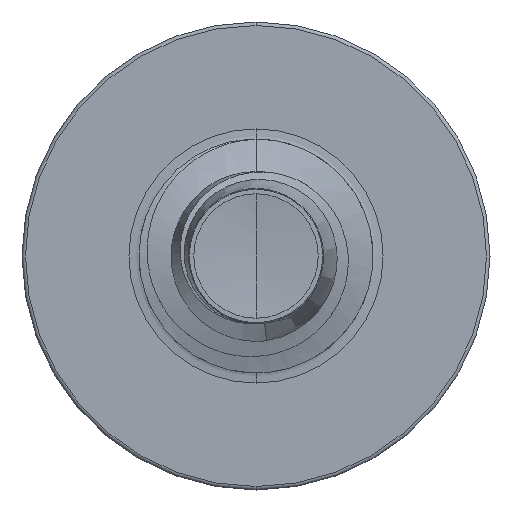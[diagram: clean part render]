
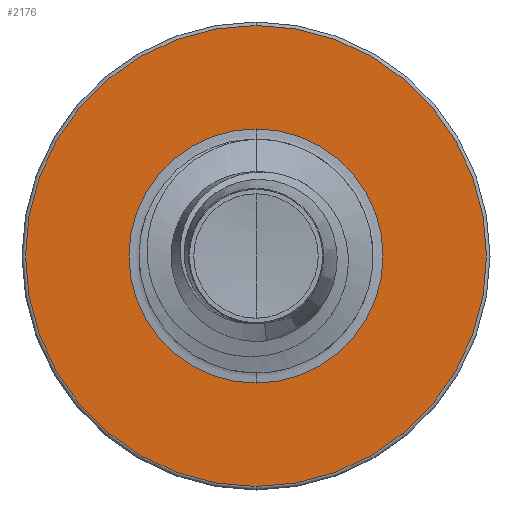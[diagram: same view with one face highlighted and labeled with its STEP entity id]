
A CAD part, front view. The second image highlights one B-rep face of the part: STEP entity #2176.
In plain terms, the highlighted planar face has unit normal (0, -1, 0).
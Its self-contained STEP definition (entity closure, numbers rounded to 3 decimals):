
#57 = CIRCLE ( 'NONE', #3650, 1.086 ) ;
#158 = CARTESIAN_POINT ( 'NONE',  ( 0., 2., 1.086 ) ) ;
#381 = AXIS2_PLACEMENT_3D ( 'NONE', #6925, #6918, #8163 ) ;
#1090 = DIRECTION ( 'NONE',  ( 0., 0., 1. ) ) ;
#1091 = DIRECTION ( 'NONE',  ( 0., 1., 0. ) ) ;
#1107 = CARTESIAN_POINT ( 'NONE',  ( 0., 2., 0. ) ) ;
#1694 = ORIENTED_EDGE ( 'NONE', *, *, #3237, .F. ) ;
#2012 = CARTESIAN_POINT ( 'NONE',  ( 0., 2., -1.086 ) ) ;
#2176 = ADVANCED_FACE ( 'NONE', ( #8587, #6935 ), #2641, .F. ) ;
#2332 = CIRCLE ( 'NONE', #5535, 1.97 ) ;
#2560 = DIRECTION ( 'NONE',  ( 0., 0., 1. ) ) ;
#2574 = DIRECTION ( 'NONE',  ( 0., 1., 0. ) ) ;
#2609 = CARTESIAN_POINT ( 'NONE',  ( 0., 2., -1.086 ) ) ;
#2641 = PLANE ( 'NONE',  #9422 ) ;
#2731 = EDGE_CURVE ( 'NONE', #5095, #5499, #3407, .T. ) ;
#2915 = DIRECTION ( 'NONE',  ( 0., 0., 1. ) ) ;
#2943 = DIRECTION ( 'NONE',  ( 0., 1., 0. ) ) ;
#3018 = CARTESIAN_POINT ( 'NONE',  ( 0., 2., 0. ) ) ;
#3237 = EDGE_CURVE ( 'NONE', #7323, #4750, #7840, .T. ) ;
#3407 = CIRCLE ( 'NONE', #8415, 1.086 ) ;
#3650 = AXIS2_PLACEMENT_3D ( 'NONE', #3018, #2943, #2915 ) ;
#3669 = CARTESIAN_POINT ( 'NONE',  ( 0., 2., 1.97 ) ) ;
#3875 = ORIENTED_EDGE ( 'NONE', *, *, #6040, .T. ) ;
#4101 = EDGE_LOOP ( 'NONE', ( #3875, #7719 ) ) ;
#4633 = CARTESIAN_POINT ( 'NONE',  ( 0., 2., -1.97 ) ) ;
#4750 = VERTEX_POINT ( 'NONE', #3669 ) ;
#5095 = VERTEX_POINT ( 'NONE', #2012 ) ;
#5499 = VERTEX_POINT ( 'NONE', #158 ) ;
#5535 = AXIS2_PLACEMENT_3D ( 'NONE', #9528, #9521, #9520 ) ;
#6040 = EDGE_CURVE ( 'NONE', #5499, #5095, #57, .T. ) ;
#6918 = DIRECTION ( 'NONE',  ( 0., 1., 0. ) ) ;
#6925 = CARTESIAN_POINT ( 'NONE',  ( 0., 2., 0. ) ) ;
#6935 = FACE_BOUND ( 'NONE', #4101, .T. ) ;
#7323 = VERTEX_POINT ( 'NONE', #4633 ) ;
#7693 = EDGE_LOOP ( 'NONE', ( #9210, #1694 ) ) ;
#7719 = ORIENTED_EDGE ( 'NONE', *, *, #2731, .T. ) ;
#7840 = CIRCLE ( 'NONE', #381, 1.97 ) ;
#8163 = DIRECTION ( 'NONE',  ( 0., 0., 1. ) ) ;
#8415 = AXIS2_PLACEMENT_3D ( 'NONE', #1107, #1091, #1090 ) ;
#8505 = EDGE_CURVE ( 'NONE', #4750, #7323, #2332, .T. ) ;
#8587 = FACE_OUTER_BOUND ( 'NONE', #7693, .T. ) ;
#9210 = ORIENTED_EDGE ( 'NONE', *, *, #8505, .F. ) ;
#9422 = AXIS2_PLACEMENT_3D ( 'NONE', #2609, #2574, #2560 ) ;
#9520 = DIRECTION ( 'NONE',  ( 0., 0., 1. ) ) ;
#9521 = DIRECTION ( 'NONE',  ( 0., 1., 0. ) ) ;
#9528 = CARTESIAN_POINT ( 'NONE',  ( 0., 2., 0. ) ) ;
